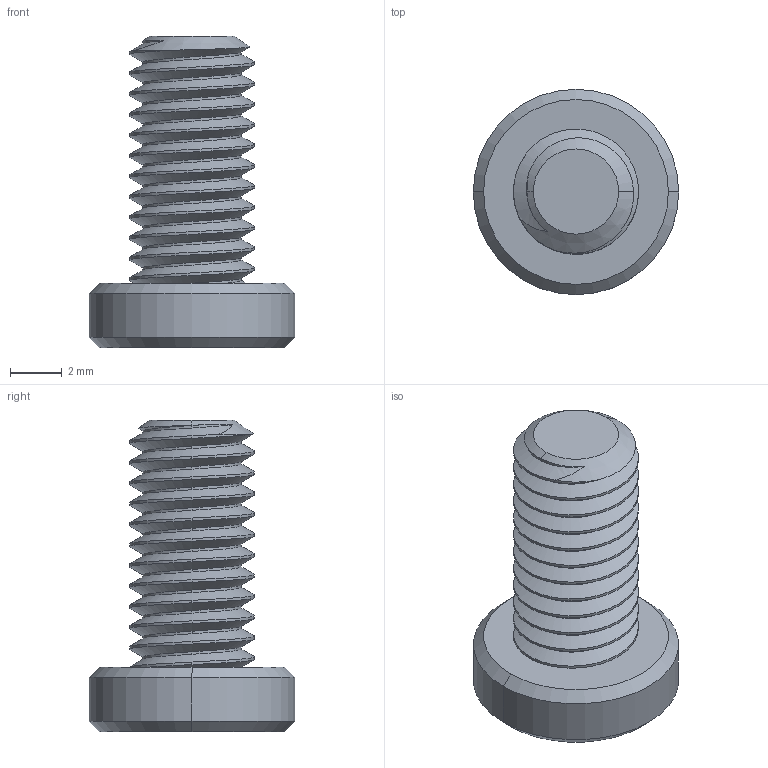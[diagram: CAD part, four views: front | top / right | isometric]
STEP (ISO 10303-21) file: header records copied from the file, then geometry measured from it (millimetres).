
FILE_DESCRIPTION (( 'STEP AP203' ), '1' );
FILE_NAME ('93615A370.step', '2014-03-21T19:57:46', ( '' ), ( '' ), 'SwSTEP 2.0', 'SolidWorks 2013', '' );
FILE_SCHEMA (( 'CONFIG_CONTROL_DESIGN' ));
Length unit declared in the file: inch
Products named in the file (1): 93615A370
Bounding box: 7.92 x 7.92 x 12.01 mm (x, y, z)
Volume: 248.8 mm3; surface area: 381.4 mm2
Topology: 1 solids, 1 shells, 76 faces, 200 edges, 128 vertices
Faces by surface type: cylinder 51, cone 13, plane 10, bspline 2
Entity records: 3653 total; most frequent: CARTESIAN_POINT 2010, ORIENTED_EDGE 400, DIRECTION 260, EDGE_CURVE 200, VERTEX_POINT 128, AXIS2_PLACEMENT_3D 96, EDGE_LOOP 78, ADVANCED_FACE 76
